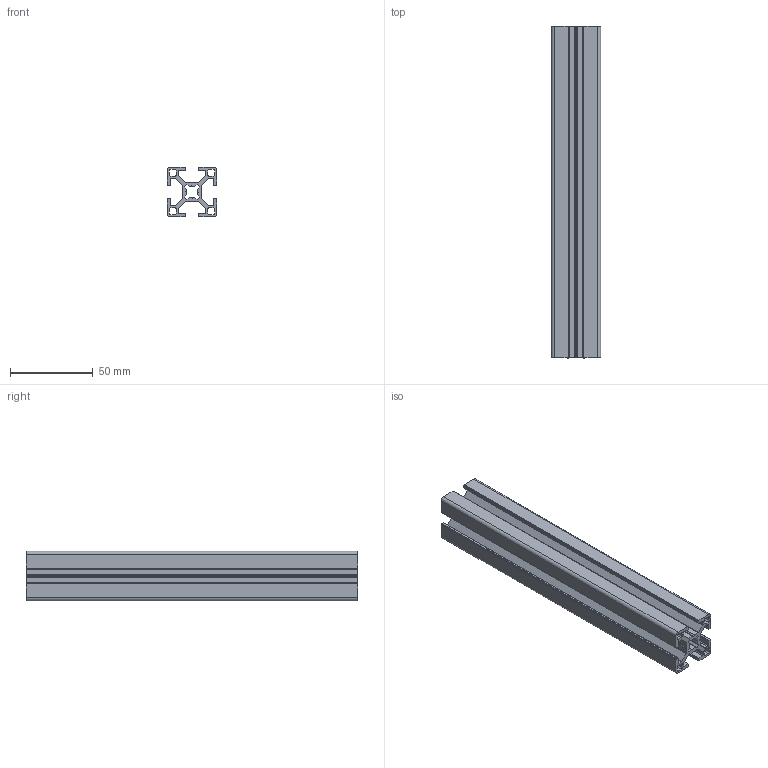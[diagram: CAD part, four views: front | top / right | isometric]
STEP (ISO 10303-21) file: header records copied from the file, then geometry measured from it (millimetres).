
FILE_DESCRIPTION(/* description */ ('Aluminiumprofil 30x30'),/* implementation_level */ '2;1');
FILE_NAME(/* name */ 'Syskomp 481990720 Aluminiumprofil 30x30.stp',/* time_stamp */ '2016-12-20T16:34:38+01:00',/* author */ ('wheldmann'),/* organization */ (''),/* preprocessor_version */ 'ST-DEVELOPER v16.1',/* originating_system */ 'Autodesk Inventor 2016',/* authorisation */ ' ');
FILE_SCHEMA (('AUTOMOTIVE_DESIGN { 1 0 10303 214 3 1 1 }'));
Length unit declared in the file: millimetre
Products named in the file (1): 481990720 Aluminiumprofil 30x30 - 200
Bounding box: 30 x 200 x 30 mm (x, y, z)
Volume: 62786 mm3; surface area: 66747.9 mm2
Topology: 1 solids, 1 shells, 186 faces, 552 edges, 368 vertices
Faces by surface type: plane 98, cylinder 88
Entity records: 6316 total; most frequent: CARTESIAN_POINT 1107, ORIENTED_EDGE 1104, DIRECTION 1102, EDGE_CURVE 552, LINE 376, VECTOR 376, VERTEX_POINT 368, AXIS2_PLACEMENT_3D 363
